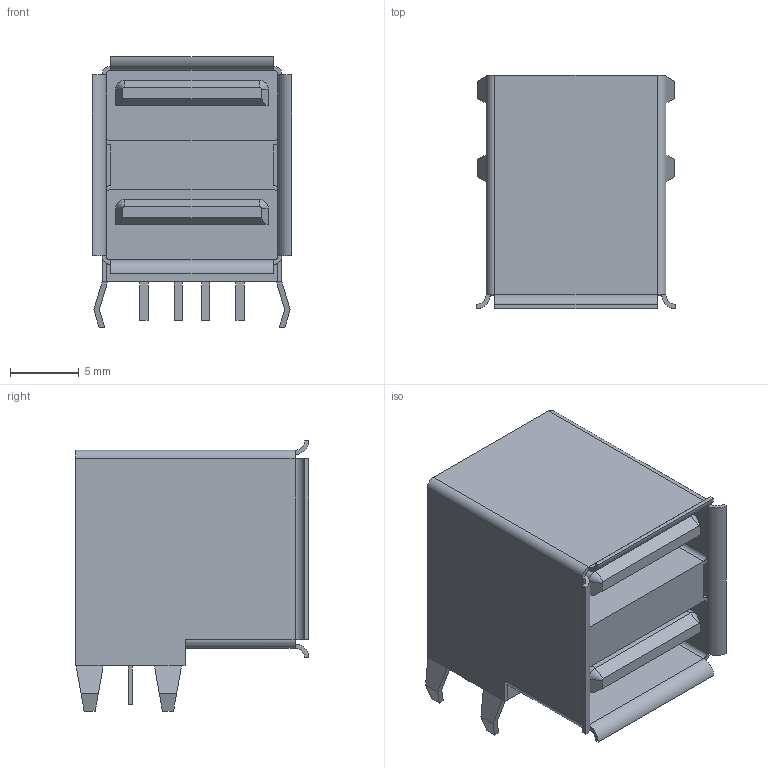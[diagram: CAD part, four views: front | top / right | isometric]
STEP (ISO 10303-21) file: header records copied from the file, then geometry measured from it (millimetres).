
FILE_DESCRIPTION((''),'2;1');
FILE_NAME('824-1-4_ASM','2014-03-19T',('uwe.kadritzke'),(''),'PRO/ENGINEER BY PARAMETRIC TECHNOLOGY CORPORATION, 2005110','PRO/ENGINEER BY PARAMETRIC TECHNOLOGY CORPORATION, 2005110','');
FILE_SCHEMA(('CONFIG_CONTROL_DESIGN'));
Length unit declared in the file: millimetre
Products named in the file (14): LUMP_8; LUMP_21; LUMP_31; ASM0002_ASM; LUMP_6; LUMP_16; LUMP_26; LUMP_40; LUMP_63; LUMP_101; LUMP_172; LUMP_305; ASM0003_ASM; 824-1-4_ASM
Assembly tree (13 placements, depth 3):
  824-1-4_ASM
    ASM0002_ASM
      LUMP_8
      LUMP_21
      LUMP_31
    ASM0003_ASM
      LUMP_6
      LUMP_16
      LUMP_26
      LUMP_40
      LUMP_63
      LUMP_101
      LUMP_172
      LUMP_305
Bounding box: 14.5 x 17 x 19.7 mm (x, y, z)
Volume: 1459.2 mm3; surface area: 4644.4 mm2
Topology: 11 solids, 12 shells, 217 faces, 586 edges, 392 vertices
Faces by surface type: plane 177, cylinder 36, cone 4
Entity records: 7220 total; most frequent: DIRECTION 1242, CARTESIAN_POINT 1233, ORIENTED_EDGE 1172, EDGE_CURVE 586, VECTOR 440, LINE 440, AXIS2_PLACEMENT_3D 401, VERTEX_POINT 392
